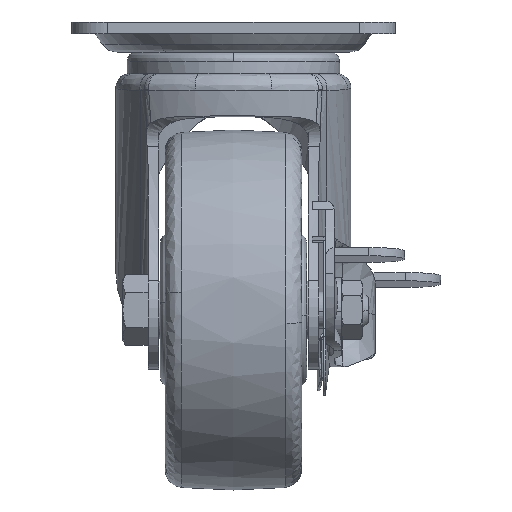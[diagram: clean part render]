
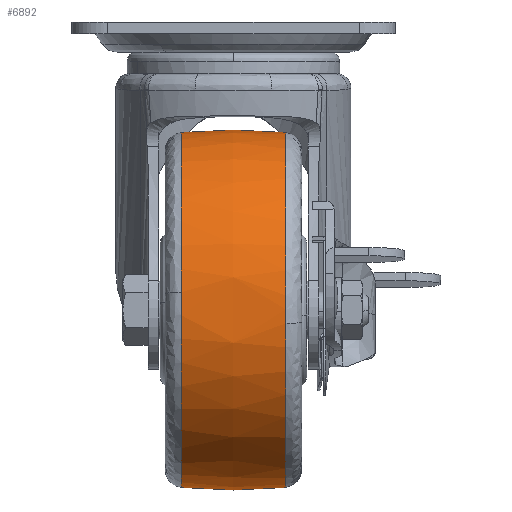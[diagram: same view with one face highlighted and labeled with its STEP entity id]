
A CAD part, left-side view. The second image highlights one B-rep face of the part: STEP entity #6892.
In plain terms, the highlighted free-form (B-spline) face has degree [2, 2] with [5, 5] control points.
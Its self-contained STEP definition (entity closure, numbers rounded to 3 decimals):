
#6610=CARTESIAN_POINT('',(-71.159,-14.483,-83.714));
#6611=VERTEX_POINT('',#6610);
#6612=CARTESIAN_POINT('',(-22.0,-14.483,-129.299));
#6613=VERTEX_POINT('',#6612);
#6614=CARTESIAN_POINT('',(-71.159,-14.483,-83.714));
#6615=CARTESIAN_POINT('',(-67.716,-14.483,-129.299));
#6616=CARTESIAN_POINT('',(-22.0,-14.483,-129.299));
#6624=(BOUNDED_CURVE()B_SPLINE_CURVE(2,(#6614,#6615,#6616),.UNSPECIFIED.,.F.,.U.)B_SPLINE_CURVE_WITH_KNOTS((3,3),(0.763,1.0),.UNSPECIFIED.)CURVE()GEOMETRIC_REPRESENTATION_ITEM()RATIONAL_B_SPLINE_CURVE((0.971,0.722,1.0))REPRESENTATION_ITEM(''));
#6625=EDGE_CURVE('',#6611,#6613,#6624,.T.);
#6698=CARTESIAN_POINT('',(-22.0,-14.483,-30.701));
#6699=VERTEX_POINT('',#6698);
#6700=CARTESIAN_POINT('',(-22.0,-14.483,-30.701));
#6701=CARTESIAN_POINT('',(-71.299,-14.483,-30.701));
#6702=CARTESIAN_POINT('',(-71.299,-14.483,-80.));
#6703=CARTESIAN_POINT('',(-71.299,-14.483,-81.86));
#6704=CARTESIAN_POINT('',(-71.159,-14.483,-83.714));
#6712=(BOUNDED_CURVE()B_SPLINE_CURVE(2,(#6700,#6701,#6702,#6703,#6704),.UNSPECIFIED.,.F.,.U.)B_SPLINE_CURVE_WITH_KNOTS((3,2,3),(0.5,0.75,0.763),.UNSPECIFIED.)CURVE()GEOMETRIC_REPRESENTATION_ITEM()RATIONAL_B_SPLINE_CURVE((1.0,0.707,1.0,0.985,0.971))REPRESENTATION_ITEM(''));
#6713=EDGE_CURVE('',#6699,#6611,#6712,.T.);
#6768=CARTESIAN_POINT('',(-22.0,14.483,-129.299));
#6769=VERTEX_POINT('',#6768);
#6770=CARTESIAN_POINT('',(-22.0,-14.483,-129.299));
#6771=CARTESIAN_POINT('',(-22.0,-10.573,-129.679));
#6772=CARTESIAN_POINT('',(-22.0,-0.911,-130.234));
#6773=CARTESIAN_POINT('',(-22.0,8.768,-129.854));
#6774=CARTESIAN_POINT('',(-22.0,14.483,-129.299));
#6775=B_SPLINE_CURVE_WITH_KNOTS('',3,(#6770,#6771,#6772,#6773,#6774),.UNSPECIFIED.,.F.,.U.,(4,1,4),(0.,11.786,29.011),.UNSPECIFIED.);
#6776=EDGE_CURVE('',#6613,#6769,#6775,.T.);
#6793=CARTESIAN_POINT('',(-22.0,14.483,-30.701));
#6794=VERTEX_POINT('',#6793);
#6810=CARTESIAN_POINT('',(-22.0,-14.483,-30.701));
#6811=CARTESIAN_POINT('',(-22.0,-9.219,-30.19));
#6812=CARTESIAN_POINT('',(-22.0,0.455,-29.766));
#6813=CARTESIAN_POINT('',(-22.0,10.121,-30.278));
#6814=CARTESIAN_POINT('',(-22.0,14.483,-30.701));
#6815=B_SPLINE_CURVE_WITH_KNOTS('',3,(#6810,#6811,#6812,#6813,#6814),.UNSPECIFIED.,.F.,.U.,(4,1,4),(0.,15.865,29.011),.UNSPECIFIED.);
#6816=EDGE_CURVE('',#6699,#6794,#6815,.T.);
#6823=CARTESIAN_POINT('',(-22.,-15.938,-30.849));
#6824=CARTESIAN_POINT('',(-22.0,-7.992,-30.));
#6825=CARTESIAN_POINT('',(-22.0,0.0,-30.));
#6826=CARTESIAN_POINT('',(-22.0,7.992,-30.));
#6827=CARTESIAN_POINT('',(-22.0,15.938,-30.849));
#6828=CARTESIAN_POINT('',(-71.151,-15.938,-30.849));
#6829=CARTESIAN_POINT('',(-72.,-7.992,-30.));
#6830=CARTESIAN_POINT('',(-72.,0.0,-30.));
#6831=CARTESIAN_POINT('',(-72.,7.992,-30.));
#6832=CARTESIAN_POINT('',(-71.151,15.938,-30.849));
#6833=CARTESIAN_POINT('',(-71.151,-15.938,-80.));
#6834=CARTESIAN_POINT('',(-72.,-7.992,-80.));
#6835=CARTESIAN_POINT('',(-72.,0.0,-80.));
#6836=CARTESIAN_POINT('',(-72.,7.992,-80.));
#6837=CARTESIAN_POINT('',(-71.151,15.938,-80.));
#6838=CARTESIAN_POINT('',(-71.151,-15.938,-129.151));
#6839=CARTESIAN_POINT('',(-72.,-7.992,-130.));
#6840=CARTESIAN_POINT('',(-72.,0.0,-130.));
#6841=CARTESIAN_POINT('',(-72.,7.992,-130.));
#6842=CARTESIAN_POINT('',(-71.151,15.938,-129.151));
#6843=CARTESIAN_POINT('',(-22.,-15.938,-129.151));
#6844=CARTESIAN_POINT('',(-22.0,-7.992,-130.));
#6845=CARTESIAN_POINT('',(-22.0,0.0,-130.));
#6846=CARTESIAN_POINT('',(-22.0,7.992,-130.));
#6847=CARTESIAN_POINT('',(-22.0,15.938,-129.151));
#6855=(BOUNDED_SURFACE()B_SPLINE_SURFACE(2,2,((#6823,#6828,#6833,#6838,#6843),(#6824,#6829,#6834,#6839,#6844),(#6825,#6830,#6835,#6840,#6845),(#6826,#6831,#6836,#6841,#6846),(#6827,#6832,#6837,#6842,#6847)),.UNSPECIFIED.,.F.,.F.,.U.)B_SPLINE_SURFACE_WITH_KNOTS((3,2,3),(3,2,3),(0.0,16.119,32.239),(0.0,82.843,165.685),.UNSPECIFIED.)GEOMETRIC_REPRESENTATION_ITEM()RATIONAL_B_SPLINE_SURFACE(((0.98,0.693,0.98,0.693,0.98),(0.989,0.699,0.989,0.699,0.989),(1.0,0.707,1.0,0.707,1.0),(0.989,0.699,0.989,0.699,0.989),(0.98,0.693,0.98,0.693,0.98)))REPRESENTATION_ITEM('')SURFACE());
#6856=ORIENTED_EDGE('',*,*,#6776,.F.);
#6857=ORIENTED_EDGE('',*,*,#6625,.F.);
#6858=ORIENTED_EDGE('',*,*,#6713,.F.);
#6859=ORIENTED_EDGE('',*,*,#6816,.T.);
#6860=CARTESIAN_POINT('',(-71.05,14.483,-75.052));
#6861=VERTEX_POINT('',#6860);
#6862=CARTESIAN_POINT('',(-22.0,14.483,-30.701));
#6863=CARTESIAN_POINT('',(-66.577,14.483,-30.701));
#6864=CARTESIAN_POINT('',(-71.05,14.483,-75.052));
#6872=(BOUNDED_CURVE()B_SPLINE_CURVE(2,(#6862,#6863,#6864),.UNSPECIFIED.,.F.,.U.)B_SPLINE_CURVE_WITH_KNOTS((3,3),(0.5,0.733),.UNSPECIFIED.)CURVE()GEOMETRIC_REPRESENTATION_ITEM()RATIONAL_B_SPLINE_CURVE((1.0,0.728,0.962))REPRESENTATION_ITEM(''));
#6873=EDGE_CURVE('',#6794,#6861,#6872,.T.);
#6874=ORIENTED_EDGE('',*,*,#6873,.T.);
#6875=CARTESIAN_POINT('',(-71.05,14.483,-75.052));
#6876=CARTESIAN_POINT('',(-71.299,14.483,-77.52));
#6877=CARTESIAN_POINT('',(-71.299,14.483,-80.));
#6878=CARTESIAN_POINT('',(-71.299,14.483,-129.299));
#6879=CARTESIAN_POINT('',(-22.0,14.483,-129.299));
#6887=(BOUNDED_CURVE()B_SPLINE_CURVE(2,(#6875,#6876,#6877,#6878,#6879),.UNSPECIFIED.,.F.,.U.)B_SPLINE_CURVE_WITH_KNOTS((3,2,3),(0.733,0.75,1.0),.UNSPECIFIED.)CURVE()GEOMETRIC_REPRESENTATION_ITEM()RATIONAL_B_SPLINE_CURVE((0.962,0.98,1.0,0.707,1.0))REPRESENTATION_ITEM(''));
#6888=EDGE_CURVE('',#6861,#6769,#6887,.T.);
#6889=ORIENTED_EDGE('',*,*,#6888,.T.);
#6890=EDGE_LOOP('',(#6856,#6857,#6858,#6859,#6874,#6889));
#6891=FACE_OUTER_BOUND('',#6890,.T.);
#6892=ADVANCED_FACE('',(#6891),#6855,.T.);
